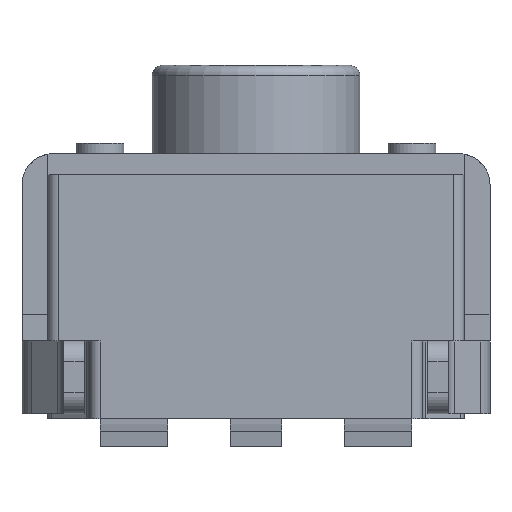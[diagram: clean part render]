
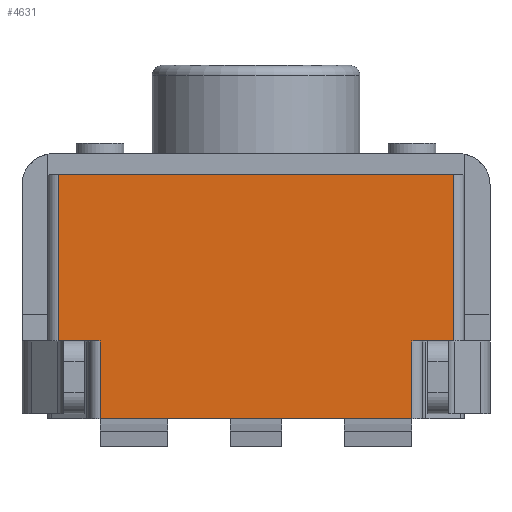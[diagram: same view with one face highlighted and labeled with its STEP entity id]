
A CAD part, front view. The second image highlights one B-rep face of the part: STEP entity #4631.
In plain terms, the highlighted planar face has unit normal (0, -1, 0).
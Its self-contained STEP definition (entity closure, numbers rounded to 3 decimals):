
#559=FACE_OUTER_BOUND('',#814,.T.);
#814=EDGE_LOOP('',(#3361,#3362,#3363,#3364,#3365,#3366,#3367,#3368));
#1087=LINE('',#7102,#1531);
#1088=LINE('',#7104,#1532);
#1089=LINE('',#7106,#1533);
#1090=LINE('',#7108,#1534);
#1091=LINE('',#7110,#1535);
#1092=LINE('',#7112,#1536);
#1093=LINE('',#7114,#1537);
#1094=LINE('',#7115,#1538);
#1531=VECTOR('',#5710,10.);
#1532=VECTOR('',#5711,1.6);
#1533=VECTOR('',#5712,0.4);
#1534=VECTOR('',#5713,0.75);
#1535=VECTOR('',#5714,3.);
#1536=VECTOR('',#5715,0.75);
#1537=VECTOR('',#5716,0.4);
#1538=VECTOR('',#5717,1.6);
#2005=VERTEX_POINT('',#7100);
#2006=VERTEX_POINT('',#7101);
#2007=VERTEX_POINT('',#7103);
#2008=VERTEX_POINT('',#7105);
#2009=VERTEX_POINT('',#7107);
#2010=VERTEX_POINT('',#7109);
#2011=VERTEX_POINT('',#7111);
#2012=VERTEX_POINT('',#7113);
#2517=EDGE_CURVE('',#2005,#2006,#1087,.T.);
#2518=EDGE_CURVE('',#2007,#2005,#1088,.T.);
#2519=EDGE_CURVE('',#2008,#2007,#1089,.T.);
#2520=EDGE_CURVE('',#2009,#2008,#1090,.T.);
#2521=EDGE_CURVE('',#2010,#2009,#1091,.T.);
#2522=EDGE_CURVE('',#2011,#2010,#1092,.T.);
#2523=EDGE_CURVE('',#2012,#2011,#1093,.T.);
#2524=EDGE_CURVE('',#2006,#2012,#1094,.T.);
#3361=ORIENTED_EDGE('',*,*,#2517,.F.);
#3362=ORIENTED_EDGE('',*,*,#2518,.F.);
#3363=ORIENTED_EDGE('',*,*,#2519,.F.);
#3364=ORIENTED_EDGE('',*,*,#2520,.F.);
#3365=ORIENTED_EDGE('',*,*,#2521,.F.);
#3366=ORIENTED_EDGE('',*,*,#2522,.F.);
#3367=ORIENTED_EDGE('',*,*,#2523,.F.);
#3368=ORIENTED_EDGE('',*,*,#2524,.F.);
#4447=PLANE('',#4986);
#4631=ADVANCED_FACE('',(#559),#4447,.T.);
#4986=AXIS2_PLACEMENT_3D('',#7099,#5708,#5709);
#5708=DIRECTION('center_axis',(0.,-1.,0.));
#5709=DIRECTION('ref_axis',(0.,0.,-1.));
#5710=DIRECTION('',(1.,0.,0.));
#5711=DIRECTION('',(0.,0.,1.));
#5712=DIRECTION('',(-1.,0.,0.));
#5713=DIRECTION('',(0.,0.,1.));
#5714=DIRECTION('',(-1.,0.,0.));
#5715=DIRECTION('',(0.,0.,-1.));
#5716=DIRECTION('',(-1.,0.,0.));
#5717=DIRECTION('',(0.,0.,-1.));
#7099=CARTESIAN_POINT('Origin',(2.2,-1.6,-0.127));
#7100=CARTESIAN_POINT('',(-1.9,-1.6,2.35));
#7101=CARTESIAN_POINT('',(1.9,-1.6,2.35));
#7102=CARTESIAN_POINT('',(1.1,-1.6,2.35));
#7103=CARTESIAN_POINT('',(-1.9,-1.6,0.75));
#7104=CARTESIAN_POINT('',(-1.9,-1.6,0.75));
#7105=CARTESIAN_POINT('',(-1.5,-1.6,0.75));
#7106=CARTESIAN_POINT('',(-1.5,-1.6,0.75));
#7107=CARTESIAN_POINT('',(-1.5,-1.6,0.));
#7108=CARTESIAN_POINT('',(-1.5,-1.6,0.));
#7109=CARTESIAN_POINT('',(1.5,-1.6,0.));
#7110=CARTESIAN_POINT('',(1.5,-1.6,0.));
#7111=CARTESIAN_POINT('',(1.5,-1.6,0.75));
#7112=CARTESIAN_POINT('',(1.5,-1.6,0.75));
#7113=CARTESIAN_POINT('',(1.9,-1.6,0.75));
#7114=CARTESIAN_POINT('',(1.9,-1.6,0.75));
#7115=CARTESIAN_POINT('',(1.9,-1.6,2.35));
